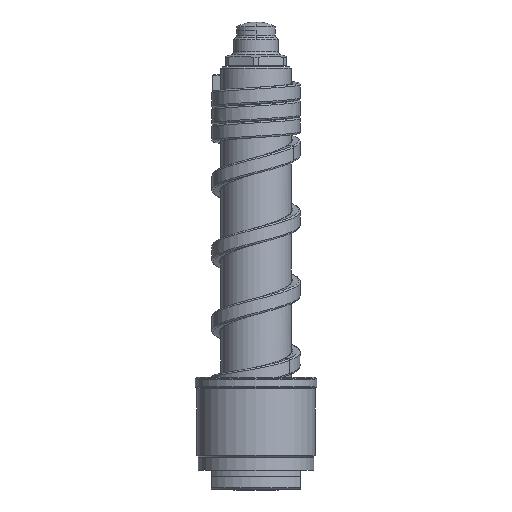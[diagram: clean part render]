
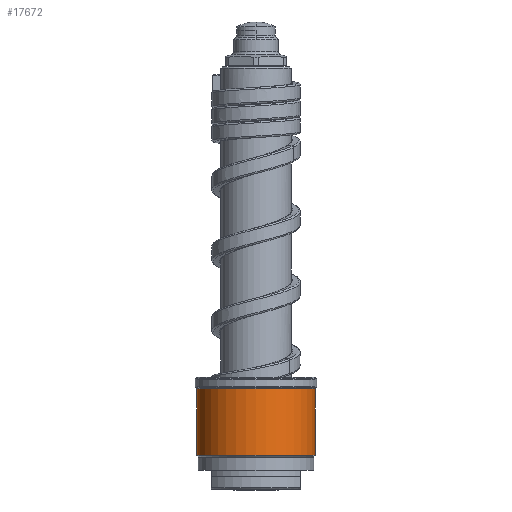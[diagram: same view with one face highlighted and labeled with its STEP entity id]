
A CAD part, front view. The second image highlights one B-rep face of the part: STEP entity #17672.
In plain terms, the highlighted cylindrical face has radius 18.5 mm (diameter 37 mm), a partial arc.
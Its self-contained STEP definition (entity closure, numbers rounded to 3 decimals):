
#6860=CARTESIAN_POINT('',(0.,0.,10.583));
#6861=DIRECTION('',(0.,0.,1.));
#6862=DIRECTION('',(-1.,0.,0.));
#6863=AXIS2_PLACEMENT_3D('',#6860,#6861,#6862);
#6865=DIRECTION('',(0.,0.,-1.));
#6866=VECTOR('',#6865,20.834);
#6867=CARTESIAN_POINT('',(-18.5,0.,31.417));
#6868=LINE('',#6867,#6866);
#6869=CARTESIAN_POINT('',(0.,0.,31.417));
#6870=DIRECTION('',(0.,0.,1.));
#6871=DIRECTION('',(-1.,0.,0.));
#6872=AXIS2_PLACEMENT_3D('',#6869,#6870,#6871);
#6874=DIRECTION('',(0.,0.,-1.));
#6875=VECTOR('',#6874,20.834);
#6876=CARTESIAN_POINT('',(18.5,0.,31.417));
#6877=LINE('',#6876,#6875);
#7214=CARTESIAN_POINT('',(18.5,0.,31.417));
#7215=CARTESIAN_POINT('',(-18.5,0.,31.417));
#7216=VERTEX_POINT('',#7214);
#7217=VERTEX_POINT('',#7215);
#7240=CARTESIAN_POINT('',(18.5,0.,10.583));
#7241=VERTEX_POINT('',#7240);
#7242=CARTESIAN_POINT('',(-18.5,0.,10.583));
#7243=VERTEX_POINT('',#7242);
#17660=CARTESIAN_POINT('',(0.,0.,8.75));
#17661=DIRECTION('',(0.,0.,1.));
#17662=DIRECTION('',(-1.,0.,0.));
#17663=AXIS2_PLACEMENT_3D('',#17660,#17661,#17662);
#17664=CYLINDRICAL_SURFACE('',#17663,18.5);
#17665=ORIENTED_EDGE('',*,*,#15613,.F.);
#17666=ORIENTED_EDGE('',*,*,#15594,.F.);
#17668=ORIENTED_EDGE('',*,*,#17667,.T.);
#17669=ORIENTED_EDGE('',*,*,#15590,.T.);
#17670=EDGE_LOOP('',(#17665,#17666,#17668,#17669));
#17671=FACE_OUTER_BOUND('',#17670,.F.);
#6864=CIRCLE('',#6863,18.5);
#6873=CIRCLE('',#6872,18.5);
#15590=EDGE_CURVE('',#7216,#7241,#6877,.T.);
#15594=EDGE_CURVE('',#7217,#7243,#6868,.T.);
#15613=EDGE_CURVE('',#7243,#7241,#6864,.T.);
#17667=EDGE_CURVE('',#7217,#7216,#6873,.T.);
#17672=ADVANCED_FACE('',(#17671),#17664,.T.);
